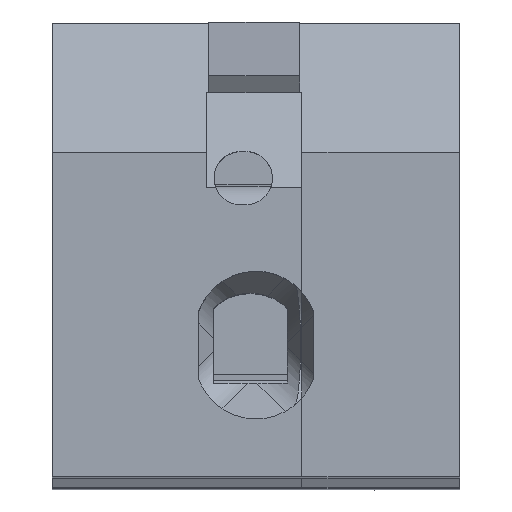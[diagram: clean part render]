
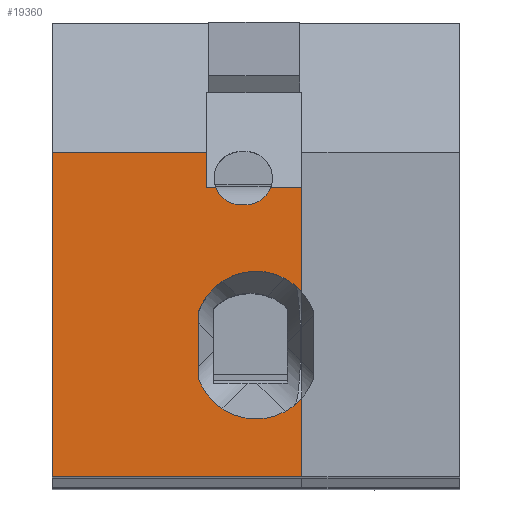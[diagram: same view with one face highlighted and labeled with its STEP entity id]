
A CAD part, top view. The second image highlights one B-rep face of the part: STEP entity #19360.
In plain terms, the highlighted face is planar.
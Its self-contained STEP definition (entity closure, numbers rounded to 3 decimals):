
#12540=CARTESIAN_POINT('',(135.564,124.734,
46.525));
#12550=DIRECTION('',(0.,-1.,0.));
#12560=DIRECTION('',(1.,0.,0.));
#12570=AXIS2_PLACEMENT_3D('',#12540,#12550,#12560);
#12580=CIRCLE('',#12570,2.4);
#12590=CARTESIAN_POINT('',(137.152,124.734,
44.725));
#12600=VERTEX_POINT('',#12590);
#15340=CARTESIAN_POINT('',(133.8,124.734,
48.8));
#15350=VERTEX_POINT('',#15340);
#15380=CARTESIAN_POINT('',(134.564,124.734,
46.525));
#15390=DIRECTION('',(0.,-1.,0.));
#15400=DIRECTION('',(1.,0.,0.));
#15410=AXIS2_PLACEMENT_3D('',#15380,#15390,#15400);
#15420=CIRCLE('',#15410,2.4);
#15430=CARTESIAN_POINT('',(132.977,124.734,
44.725));
#15440=VERTEX_POINT('',#15430);
#15450=EDGE_CURVE('',#15350,#15440,#15420,.T.);
#18340=CARTESIAN_POINT('',(139.27,124.734,
41.45));
#18350=DIRECTION('',(0.,-1.,0.));
#18360=DIRECTION('',(1.,0.,0.));
#18370=AXIS2_PLACEMENT_3D('',#18340,#18350,#18360);
#18380=PLANE('',#18370);
#18390=CARTESIAN_POINT('',(131.66,124.734,
44.725));
#18400=DIRECTION('',(1.,0.,0.));
#18410=VECTOR('',#18400,1.);
#18420=LINE('',#18390,#18410);
#18430=CARTESIAN_POINT('',(128.89,124.734,
44.725));
#18440=VERTEX_POINT('',#18430);
#18450=EDGE_CURVE('',#18440,#15440,#18420,.T.);
#18460=ORIENTED_EDGE('',*,*,#18450,.F.);
#18470=ORIENTED_EDGE('',*,*,#15450,.T.);
#18480=CARTESIAN_POINT('',(131.66,124.734,
48.8));
#18490=DIRECTION('',(1.,0.,0.));
#18500=VECTOR('',#18490,1.);
#18510=LINE('',#18480,#18500);
#18520=CARTESIAN_POINT('',(136.329,124.734,
48.8));
#18530=VERTEX_POINT('',#18520);
#18540=EDGE_CURVE('',#15350,#18530,#18510,.T.);
#18550=ORIENTED_EDGE('',*,*,#18540,.F.);
#18560=EDGE_CURVE('',#12600,#18530,#12580,.T.);
#18570=ORIENTED_EDGE('',*,*,#18560,.T.);
#18580=CARTESIAN_POINT('',(131.66,124.734,
44.725));
#18590=DIRECTION('',(-1.,0.,0.));
#18600=VECTOR('',#18590,1.);
#18610=LINE('',#18580,#18600);
#18620=CARTESIAN_POINT('',(140.224,124.734,
44.725));
#18630=VERTEX_POINT('',#18620);
#18640=EDGE_CURVE('',#18630,#12600,#18610,.T.);
#18650=ORIENTED_EDGE('',*,*,#18640,.T.);
#18660=CARTESIAN_POINT('',(140.224,124.734,
41.45));
#18670=DIRECTION('',(0.,0.,-1.));
#18680=VECTOR('',#18670,1.);
#18690=LINE('',#18660,#18680);
#18700=CARTESIAN_POINT('',(140.224,124.734,
54.525));
#18710=VERTEX_POINT('',#18700);
#18720=EDGE_CURVE('',#18710,#18630,#18690,.T.);
#18730=ORIENTED_EDGE('',*,*,#18720,.T.);
#18740=CARTESIAN_POINT('',(131.66,124.734,
54.525));
#18750=DIRECTION('',(-1.,0.,0.));
#18760=VECTOR('',#18750,1.);
#18770=LINE('',#18740,#18760);
#18780=CARTESIAN_POINT('',(127.498,124.734,
54.525));
#18790=VERTEX_POINT('',#18780);
#18800=EDGE_CURVE('',#18710,#18790,#18770,.T.);
#18810=ORIENTED_EDGE('',*,*,#18800,.F.);
#18820=CARTESIAN_POINT('',(127.498,124.734,
41.45));
#18830=DIRECTION('',(0.,0.,1.));
#18840=VECTOR('',#18830,1.);
#18850=LINE('',#18820,#18840);
#18860=CARTESIAN_POINT('',(127.498,124.734,
48.475));
#18870=VERTEX_POINT('',#18860);
#18880=EDGE_CURVE('',#18870,#18790,#18850,.T.);
#18890=ORIENTED_EDGE('',*,*,#18880,.T.);
#18900=CARTESIAN_POINT('',(131.66,124.734,
48.475));
#18910=DIRECTION('',(-1.,0.,0.));
#18920=VECTOR('',#18910,1.);
#18930=LINE('',#18900,#18920);
#18940=CARTESIAN_POINT('',(128.89,124.734,
48.475));
#18950=VERTEX_POINT('',#18940);
#18960=EDGE_CURVE('',#18950,#18870,#18930,.T.);
#18970=ORIENTED_EDGE('',*,*,#18960,.T.);
#18980=CARTESIAN_POINT('',(128.89,124.734,
41.45));
#18990=DIRECTION('',(0.,0.,-1.));
#19000=VECTOR('',#18990,1.);
#19010=LINE('',#18980,#19000);
#19020=CARTESIAN_POINT('',(128.89,124.734,
48.104));
#19030=VERTEX_POINT('',#19020);
#19040=EDGE_CURVE('',#18950,#19030,#19010,.T.);
#19050=ORIENTED_EDGE('',*,*,#19040,.F.);
#19060=CARTESIAN_POINT('',(128.51,124.734,
47.125));
#19070=DIRECTION('',(0.,1.,0.));
#19080=DIRECTION('',(0.,0.,-1.));
#19090=AXIS2_PLACEMENT_3D('',#19060,#19070,#19080);
#19100=CIRCLE('',#19090,1.05);
#19110=CARTESIAN_POINT('',(129.56,124.734,
47.125));
#19120=VERTEX_POINT('',#19110);
#19130=EDGE_CURVE('',#19030,#19120,#19100,.T.);
#19140=ORIENTED_EDGE('',*,*,#19130,.F.);
#19150=CARTESIAN_POINT('',(129.56,124.734,
41.45));
#19160=DIRECTION('',(0.,0.,-1.));
#19170=VECTOR('',#19160,1.);
#19180=LINE('',#19150,#19170);
#19190=CARTESIAN_POINT('',(129.56,124.734,
46.925));
#19200=VERTEX_POINT('',#19190);
#19210=EDGE_CURVE('',#19120,#19200,#19180,.T.);
#19220=ORIENTED_EDGE('',*,*,#19210,.F.);
#19230=CARTESIAN_POINT('',(128.51,124.734,
46.925));
#19240=DIRECTION('',(0.,1.,0.));
#19250=DIRECTION('',(0.,0.,-1.));
#19260=AXIS2_PLACEMENT_3D('',#19230,#19240,#19250);
#19270=CIRCLE('',#19260,1.05);
#19280=CARTESIAN_POINT('',(128.89,124.734,
45.946));
#19290=VERTEX_POINT('',#19280);
#19300=EDGE_CURVE('',#19200,#19290,#19270,.T.);
#19310=ORIENTED_EDGE('',*,*,#19300,.F.);
#19320=EDGE_CURVE('',#19290,#18440,#19010,.T.);
#19330=ORIENTED_EDGE('',*,*,#19320,.F.);
#19340=EDGE_LOOP('',(#19330,#19310,#19220,#19140,#19050,#18970,#18890,
#18810,#18730,#18650,#18570,#18550,#18470,#18460));
#19350=FACE_OUTER_BOUND('',#19340,.T.);
#19360=ADVANCED_FACE('',(#19350),#18380,.F.);
